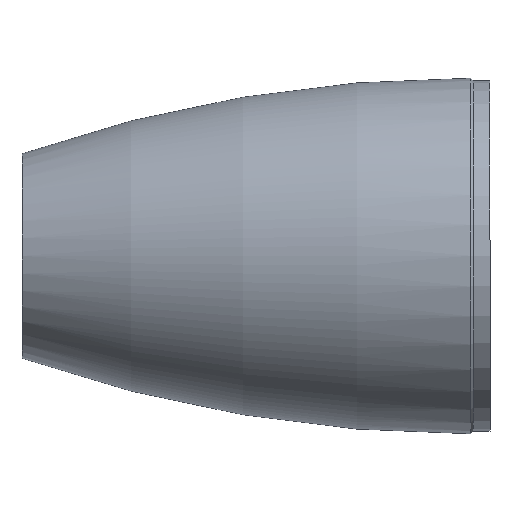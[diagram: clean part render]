
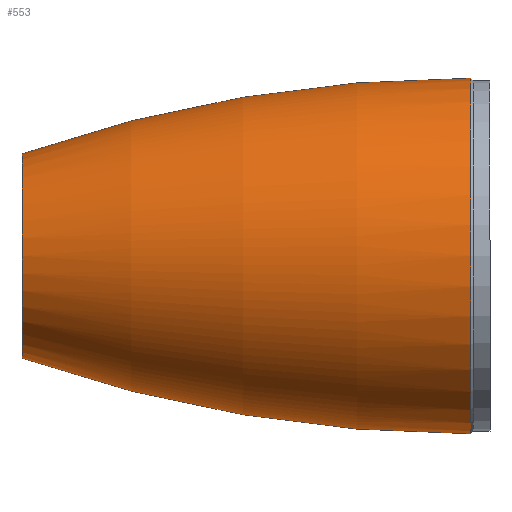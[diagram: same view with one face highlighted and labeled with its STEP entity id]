
A CAD part, top view. The second image highlights one B-rep face of the part: STEP entity #553.
In plain terms, the highlighted toroidal (fillet/blend) face has major radius 540.876 mm and minor radius 621.394 mm.
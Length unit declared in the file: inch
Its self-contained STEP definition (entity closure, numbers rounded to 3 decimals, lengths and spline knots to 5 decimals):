
#15 = EDGE_CURVE ( 'NONE', #193, #691, #445, .T. ) ;
#25 = VERTEX_POINT ( 'NONE', #302 ) ;
#34 = CARTESIAN_POINT ( 'NONE',  ( 0., 0., 0. ) ) ;
#44 = DIRECTION ( 'NONE',  ( 0., 1., 0. ) ) ;
#81 = VERTEX_POINT ( 'NONE', #587 ) ;
#101 = FACE_OUTER_BOUND ( 'NONE', #228, .T. ) ;
#108 = ORIENTED_EDGE ( 'NONE', *, *, #174, .F. ) ;
#116 = EDGE_CURVE ( 'NONE', #691, #25, #179, .T. ) ;
#118 = AXIS2_PLACEMENT_3D ( 'NONE', #541, #335, #547 ) ;
#164 = CIRCLE ( 'NONE', #594, 24.46432 ) ;
#174 = EDGE_CURVE ( 'NONE', #81, #25, #396, .T. ) ;
#179 = CIRCLE ( 'NONE', #496, 24.46432 ) ;
#193 = VERTEX_POINT ( 'NONE', #615 ) ;
#228 = EDGE_LOOP ( 'NONE', ( #647, #413, #108, #315 ) ) ;
#254 = DIRECTION ( 'NONE',  ( 0., 0., 1. ) ) ;
#262 = DIRECTION ( 'NONE',  ( 1., 0., 0. ) ) ;
#302 = CARTESIAN_POINT ( 'NONE',  ( 0., -3.17, 0. ) ) ;
#315 = ORIENTED_EDGE ( 'NONE', *, *, #633, .F. ) ;
#335 = DIRECTION ( 'NONE',  ( 1., 0., 0. ) ) ;
#391 = DIRECTION ( 'NONE',  ( 0., -1., 0. ) ) ;
#396 = CIRCLE ( 'NONE', #118, 3.17 ) ;
#413 = ORIENTED_EDGE ( 'NONE', *, *, #116, .T. ) ;
#426 = CARTESIAN_POINT ( 'NONE',  ( -8., 0., 0. ) ) ;
#445 = CIRCLE ( 'NONE', #485, 1.825 ) ;
#467 = DIRECTION ( 'NONE',  ( -1., 0., 0. ) ) ;
#477 = DIRECTION ( 'NONE',  ( 0., 1., 0. ) ) ;
#485 = AXIS2_PLACEMENT_3D ( 'NONE', #426, #262, #477 ) ;
#494 = DIRECTION ( 'NONE',  ( 1., 0., 0. ) ) ;
#496 = AXIS2_PLACEMENT_3D ( 'NONE', #529, #254, #391 ) ;
#529 = CARTESIAN_POINT ( 'NONE',  ( 0., 21.29432, 0. ) ) ;
#540 = DIRECTION ( 'NONE',  ( 0., 0., -1. ) ) ;
#541 = CARTESIAN_POINT ( 'NONE',  ( 0., 0., 0. ) ) ;
#547 = DIRECTION ( 'NONE',  ( 0., 1., 0. ) ) ;
#553 = ADVANCED_FACE ( 'NONE', ( #101 ), #569, .T. ) ;
#569 = TOROIDAL_SURFACE ( 'NONE', #700, -21.29432, 24.46432 ) ;
#587 = CARTESIAN_POINT ( 'NONE',  ( 0., 3.17, 0. ) ) ;
#590 = CARTESIAN_POINT ( 'NONE',  ( 0., -21.29432, 0. ) ) ;
#594 = AXIS2_PLACEMENT_3D ( 'NONE', #590, #540, #467 ) ;
#601 = CARTESIAN_POINT ( 'NONE',  ( -8., -1.825, 0. ) ) ;
#615 = CARTESIAN_POINT ( 'NONE',  ( -8., 1.825, 0. ) ) ;
#633 = EDGE_CURVE ( 'NONE', #193, #81, #164, .T. ) ;
#647 = ORIENTED_EDGE ( 'NONE', *, *, #15, .T. ) ;
#691 = VERTEX_POINT ( 'NONE', #601 ) ;
#700 = AXIS2_PLACEMENT_3D ( 'NONE', #34, #494, #44 ) ;
